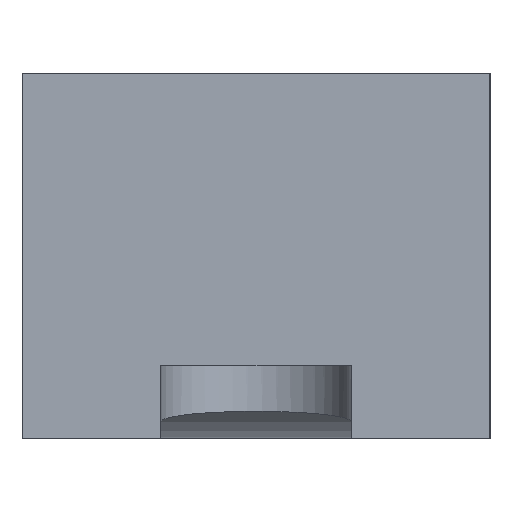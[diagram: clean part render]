
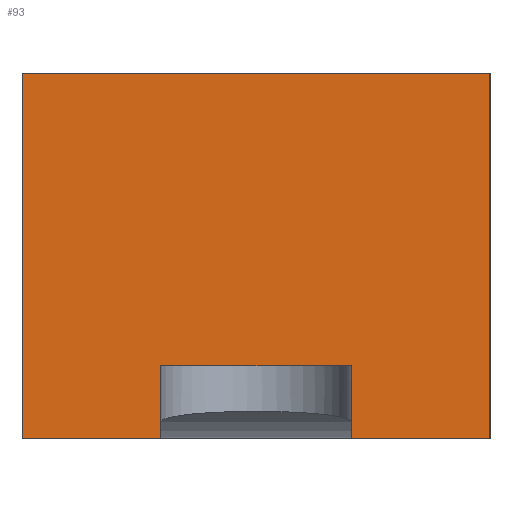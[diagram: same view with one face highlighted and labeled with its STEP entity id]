
A CAD part, left-side view. The second image highlights one B-rep face of the part: STEP entity #93.
In plain terms, the highlighted planar face has unit normal (-1, 0, 0).
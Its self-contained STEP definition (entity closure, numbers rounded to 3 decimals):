
#4 = LINE ( 'NONE', #382, #369 ) ;
#14 = EDGE_CURVE ( 'NONE', #496, #579, #132, .T. ) ;
#16 = AXIS2_PLACEMENT_3D ( 'NONE', #361, #363, #372 ) ;
#21 = VERTEX_POINT ( 'NONE', #85 ) ;
#36 = ORIENTED_EDGE ( 'NONE', *, *, #606, .T. ) ;
#45 = CARTESIAN_POINT ( 'NONE',  ( -140., 6.5, 0. ) ) ;
#62 = DIRECTION ( 'NONE',  ( 0., -1., 0. ) ) ;
#79 = EDGE_LOOP ( 'NONE', ( #607, #289, #506, #471, #388, #153, #419, #36 ) ) ;
#81 = VERTEX_POINT ( 'NONE', #45 ) ;
#85 = CARTESIAN_POINT ( 'NONE',  ( -140., 16., 0. ) ) ;
#93 = ADVANCED_FACE ( 'NONE', ( #145 ), #249, .T. ) ;
#125 = CARTESIAN_POINT ( 'NONE',  ( -140., -6.5, 5. ) ) ;
#132 = LINE ( 'NONE', #654, #147 ) ;
#145 = FACE_OUTER_BOUND ( 'NONE', #79, .T. ) ;
#147 = VECTOR ( 'NONE', #665, 1000. ) ;
#152 = EDGE_CURVE ( 'NONE', #212, #576, #223, .T. ) ;
#153 = ORIENTED_EDGE ( 'NONE', *, *, #458, .F. ) ;
#158 = LINE ( 'NONE', #319, #554 ) ;
#160 = CARTESIAN_POINT ( 'NONE',  ( -140., -16., 0. ) ) ;
#212 = VERTEX_POINT ( 'NONE', #455 ) ;
#223 = LINE ( 'NONE', #295, #386 ) ;
#242 = VECTOR ( 'NONE', #635, 1000. ) ;
#249 = PLANE ( 'NONE',  #16 ) ;
#289 = ORIENTED_EDGE ( 'NONE', *, *, #360, .T. ) ;
#295 = CARTESIAN_POINT ( 'NONE',  ( -140., 16., 25. ) ) ;
#314 = CARTESIAN_POINT ( 'NONE',  ( -140., -6.5, 0. ) ) ;
#319 = CARTESIAN_POINT ( 'NONE',  ( -140., 16., 0. ) ) ;
#321 = LINE ( 'NONE', #428, #447 ) ;
#325 = DIRECTION ( 'NONE',  ( 0., 0., 1. ) ) ;
#327 = CARTESIAN_POINT ( 'NONE',  ( -140., 6.5, 5. ) ) ;
#338 = DIRECTION ( 'NONE',  ( 0., -1., 0. ) ) ;
#341 = VECTOR ( 'NONE', #374, 1000. ) ;
#354 = EDGE_CURVE ( 'NONE', #589, #597, #4, .T. ) ;
#360 = EDGE_CURVE ( 'NONE', #81, #496, #321, .T. ) ;
#361 = CARTESIAN_POINT ( 'NONE',  ( -140., 16., 25. ) ) ;
#363 = DIRECTION ( 'NONE',  ( -1., 0., 0. ) ) ;
#369 = VECTOR ( 'NONE', #574, 1000. ) ;
#372 = DIRECTION ( 'NONE',  ( 0., 0., 1. ) ) ;
#373 = EDGE_CURVE ( 'NONE', #589, #579, #578, .T. ) ;
#374 = DIRECTION ( 'NONE',  ( 0., 0., -1. ) ) ;
#382 = CARTESIAN_POINT ( 'NONE',  ( -140., 16., 0. ) ) ;
#386 = VECTOR ( 'NONE', #338, 1000. ) ;
#388 = ORIENTED_EDGE ( 'NONE', *, *, #354, .T. ) ;
#418 = LINE ( 'NONE', #515, #341 ) ;
#419 = ORIENTED_EDGE ( 'NONE', *, *, #152, .F. ) ;
#428 = CARTESIAN_POINT ( 'NONE',  ( -140., 6.5, 25. ) ) ;
#447 = VECTOR ( 'NONE', #325, 1000. ) ;
#455 = CARTESIAN_POINT ( 'NONE',  ( -140., 16., 25. ) ) ;
#458 = EDGE_CURVE ( 'NONE', #576, #597, #569, .T. ) ;
#465 = EDGE_CURVE ( 'NONE', #21, #81, #158, .T. ) ;
#471 = ORIENTED_EDGE ( 'NONE', *, *, #373, .F. ) ;
#496 = VERTEX_POINT ( 'NONE', #327 ) ;
#506 = ORIENTED_EDGE ( 'NONE', *, *, #14, .T. ) ;
#515 = CARTESIAN_POINT ( 'NONE',  ( -140., 16., 25. ) ) ;
#523 = CARTESIAN_POINT ( 'NONE',  ( -140., -6.5, 25. ) ) ;
#554 = VECTOR ( 'NONE', #62, 1000. ) ;
#569 = LINE ( 'NONE', #678, #612 ) ;
#574 = DIRECTION ( 'NONE',  ( 0., -1., 0. ) ) ;
#576 = VERTEX_POINT ( 'NONE', #590 ) ;
#578 = LINE ( 'NONE', #523, #242 ) ;
#579 = VERTEX_POINT ( 'NONE', #125 ) ;
#589 = VERTEX_POINT ( 'NONE', #314 ) ;
#590 = CARTESIAN_POINT ( 'NONE',  ( -140., -16., 25. ) ) ;
#597 = VERTEX_POINT ( 'NONE', #160 ) ;
#606 = EDGE_CURVE ( 'NONE', #212, #21, #418, .T. ) ;
#607 = ORIENTED_EDGE ( 'NONE', *, *, #465, .T. ) ;
#612 = VECTOR ( 'NONE', #632, 1000. ) ;
#632 = DIRECTION ( 'NONE',  ( 0., 0., -1. ) ) ;
#635 = DIRECTION ( 'NONE',  ( 0., 0., 1. ) ) ;
#654 = CARTESIAN_POINT ( 'NONE',  ( -140., 16., 5. ) ) ;
#665 = DIRECTION ( 'NONE',  ( 0., -1., 0. ) ) ;
#678 = CARTESIAN_POINT ( 'NONE',  ( -140., -16., 25. ) ) ;
